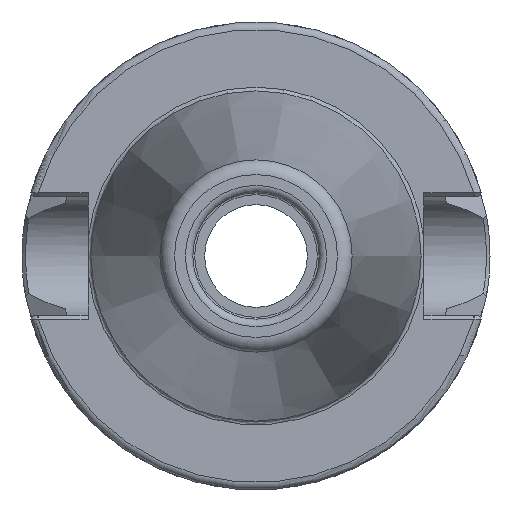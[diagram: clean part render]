
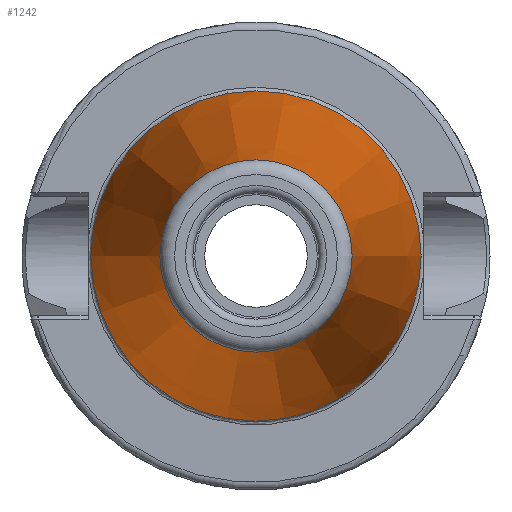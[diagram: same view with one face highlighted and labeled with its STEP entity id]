
A CAD part, left-side view. The second image highlights one B-rep face of the part: STEP entity #1242.
In plain terms, the highlighted conical face has half-angle 8.297 degrees and reference radius 17.581 mm.
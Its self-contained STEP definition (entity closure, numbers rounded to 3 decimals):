
#144=CIRCLE('',#1395,12.937);
#145=CIRCLE('',#1396,12.937);
#146=CIRCLE('',#1397,12.937);
#148=CIRCLE('',#1400,22.225);
#149=CIRCLE('',#1401,22.225);
#155=CONICAL_SURFACE('',#1399,17.581,0.145);
#229=FACE_OUTER_BOUND('',#303,.T.);
#303=EDGE_LOOP('',(#1150,#1151,#1152,#1153,#1154,#1155,#1156));
#362=LINE('',#2783,#421);
#421=VECTOR('',#1738,17.581);
#589=VERTEX_POINT('',#2771);
#590=VERTEX_POINT('',#2772);
#591=VERTEX_POINT('',#2774);
#592=VERTEX_POINT('',#2779);
#593=VERTEX_POINT('',#2780);
#776=EDGE_CURVE('',#589,#590,#144,.T.);
#777=EDGE_CURVE('',#591,#589,#145,.T.);
#778=EDGE_CURVE('',#590,#591,#146,.T.);
#780=EDGE_CURVE('',#592,#593,#148,.T.);
#781=EDGE_CURVE('',#593,#592,#149,.T.);
#782=EDGE_CURVE('',#593,#591,#362,.T.);
#1150=ORIENTED_EDGE('',*,*,#780,.F.);
#1151=ORIENTED_EDGE('',*,*,#781,.F.);
#1152=ORIENTED_EDGE('',*,*,#782,.T.);
#1153=ORIENTED_EDGE('',*,*,#777,.T.);
#1154=ORIENTED_EDGE('',*,*,#776,.T.);
#1155=ORIENTED_EDGE('',*,*,#778,.T.);
#1156=ORIENTED_EDGE('',*,*,#782,.F.);
#1242=ADVANCED_FACE('',(#229),#155,.T.);
#1395=AXIS2_PLACEMENT_3D('',#2773,#1724,#1725);
#1396=AXIS2_PLACEMENT_3D('',#2775,#1726,#1727);
#1397=AXIS2_PLACEMENT_3D('',#2776,#1728,#1729);
#1399=AXIS2_PLACEMENT_3D('',#2778,#1732,#1733);
#1400=AXIS2_PLACEMENT_3D('',#2781,#1734,#1735);
#1401=AXIS2_PLACEMENT_3D('',#2782,#1736,#1737);
#1724=DIRECTION('center_axis',(1.,0.,0.));
#1725=DIRECTION('ref_axis',(0.,0.,-1.));
#1726=DIRECTION('center_axis',(1.,0.,0.));
#1727=DIRECTION('ref_axis',(0.,0.,-1.));
#1728=DIRECTION('center_axis',(1.,0.,0.));
#1729=DIRECTION('ref_axis',(0.,0.,-1.));
#1732=DIRECTION('center_axis',(1.,0.,0.));
#1733=DIRECTION('ref_axis',(0.,1.,0.));
#1734=DIRECTION('center_axis',(1.,0.,0.));
#1735=DIRECTION('ref_axis',(0.,0.,-1.));
#1736=DIRECTION('center_axis',(1.,0.,0.));
#1737=DIRECTION('ref_axis',(0.,0.,-1.));
#1738=DIRECTION('',(-0.99,0.144,0.));
#2771=CARTESIAN_POINT('',(-63.689,12.937,0.));
#2772=CARTESIAN_POINT('',(-63.689,0.,12.937));
#2773=CARTESIAN_POINT('Origin',(-63.689,0.,
0.));
#2774=CARTESIAN_POINT('',(-63.689,-12.937,0.));
#2775=CARTESIAN_POINT('Origin',(-63.689,0.,
0.));
#2776=CARTESIAN_POINT('Origin',(-63.689,0.,
0.));
#2778=CARTESIAN_POINT('Origin',(-31.844,0.,
0.));
#2779=CARTESIAN_POINT('',(0.,22.225,0.));
#2780=CARTESIAN_POINT('',(0.,-22.225,0.));
#2781=CARTESIAN_POINT('Origin',(0.,0.,
0.));
#2782=CARTESIAN_POINT('Origin',(0.,0.,
0.));
#2783=CARTESIAN_POINT('',(-31.844,-17.581,0.));
